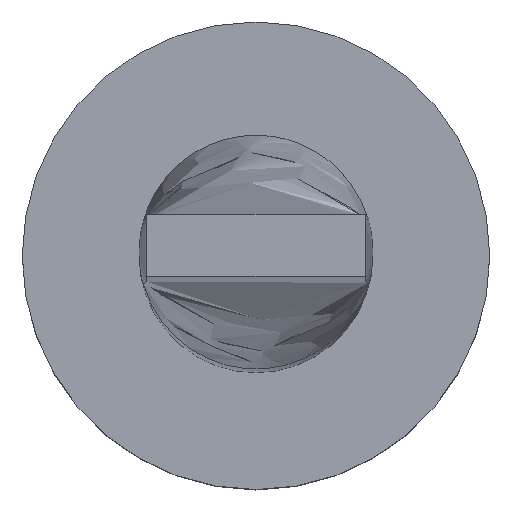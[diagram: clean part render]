
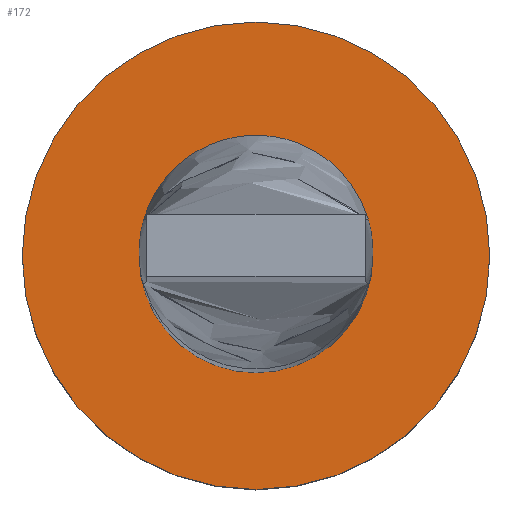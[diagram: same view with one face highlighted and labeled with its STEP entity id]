
A CAD part, top view. The second image highlights one B-rep face of the part: STEP entity #172.
In plain terms, the highlighted planar face has unit normal (0, 0, 1).
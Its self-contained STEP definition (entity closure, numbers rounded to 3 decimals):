
#12 = CARTESIAN_POINT ( 'NONE',  ( -1.5, 0., 3. ) ) ;
#41 = EDGE_CURVE ( 'NONE', #47, #55, #264, .T. ) ;
#47 = VERTEX_POINT ( 'NONE', #569 ) ;
#53 = DIRECTION ( 'NONE',  ( 1., 0., 0. ) ) ;
#55 = VERTEX_POINT ( 'NONE', #248 ) ;
#64 = EDGE_CURVE ( 'NONE', #331, #268, #68, .T. ) ;
#68 = CIRCLE ( 'NONE', #416, 1.5 ) ;
#84 = AXIS2_PLACEMENT_3D ( 'NONE', #305, #348, #475 ) ;
#92 = EDGE_LOOP ( 'NONE', ( #355, #139 ) ) ;
#112 = CIRCLE ( 'NONE', #426, 3. ) ;
#125 = EDGE_CURVE ( 'NONE', #55, #47, #112, .T. ) ;
#127 = AXIS2_PLACEMENT_3D ( 'NONE', #327, #315, #53 ) ;
#135 = DIRECTION ( 'NONE',  ( 1., 0., 0. ) ) ;
#139 = ORIENTED_EDGE ( 'NONE', *, *, #64, .F. ) ;
#160 = CARTESIAN_POINT ( 'NONE',  ( 0., 0., 3. ) ) ;
#172 = ADVANCED_FACE ( 'NONE', ( #223, #405 ), #282, .T. ) ;
#173 = ORIENTED_EDGE ( 'NONE', *, *, #125, .T. ) ;
#217 = EDGE_LOOP ( 'NONE', ( #320, #173 ) ) ;
#223 = FACE_BOUND ( 'NONE', #92, .T. ) ;
#225 = EDGE_CURVE ( 'NONE', #268, #331, #233, .T. ) ;
#233 = CIRCLE ( 'NONE', #127, 1.5 ) ;
#248 = CARTESIAN_POINT ( 'NONE',  ( 3., 0., 3. ) ) ;
#264 = CIRCLE ( 'NONE', #84, 3. ) ;
#268 = VERTEX_POINT ( 'NONE', #12 ) ;
#270 = CARTESIAN_POINT ( 'NONE',  ( 0., 0., 3. ) ) ;
#282 = PLANE ( 'NONE',  #349 ) ;
#305 = CARTESIAN_POINT ( 'NONE',  ( 0., 0., 3. ) ) ;
#315 = DIRECTION ( 'NONE',  ( 0., 0., 1. ) ) ;
#320 = ORIENTED_EDGE ( 'NONE', *, *, #41, .T. ) ;
#327 = CARTESIAN_POINT ( 'NONE',  ( 0., 0., 3. ) ) ;
#331 = VERTEX_POINT ( 'NONE', #409 ) ;
#340 = DIRECTION ( 'NONE',  ( 0., 0., 1. ) ) ;
#348 = DIRECTION ( 'NONE',  ( 0., 0., 1. ) ) ;
#349 = AXIS2_PLACEMENT_3D ( 'NONE', #270, #462, #135 ) ;
#355 = ORIENTED_EDGE ( 'NONE', *, *, #225, .F. ) ;
#389 = DIRECTION ( 'NONE',  ( 1., 0., 0. ) ) ;
#405 = FACE_OUTER_BOUND ( 'NONE', #217, .T. ) ;
#409 = CARTESIAN_POINT ( 'NONE',  ( 1.5, 0., 3. ) ) ;
#416 = AXIS2_PLACEMENT_3D ( 'NONE', #441, #484, #438 ) ;
#426 = AXIS2_PLACEMENT_3D ( 'NONE', #160, #340, #389 ) ;
#438 = DIRECTION ( 'NONE',  ( 1., 0., 0. ) ) ;
#441 = CARTESIAN_POINT ( 'NONE',  ( 0., 0., 3. ) ) ;
#462 = DIRECTION ( 'NONE',  ( 0., 0., 1. ) ) ;
#475 = DIRECTION ( 'NONE',  ( 1., 0., 0. ) ) ;
#484 = DIRECTION ( 'NONE',  ( 0., 0., 1. ) ) ;
#569 = CARTESIAN_POINT ( 'NONE',  ( -3., 0., 3. ) ) ;
